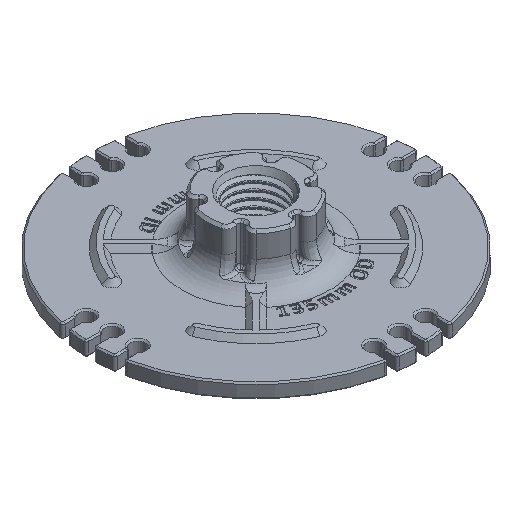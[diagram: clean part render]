
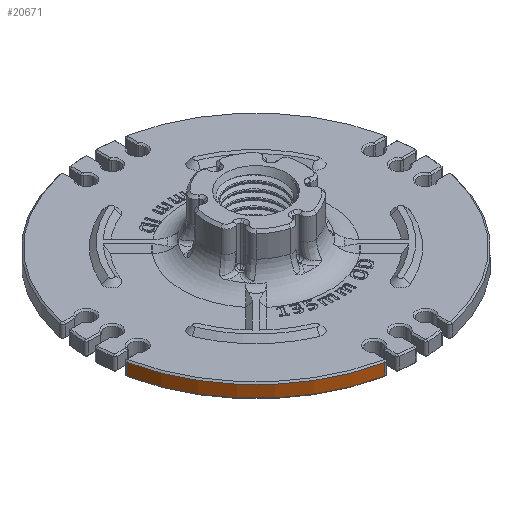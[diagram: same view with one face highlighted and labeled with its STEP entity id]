
A CAD part, isometric view. The second image highlights one B-rep face of the part: STEP entity #20671.
In plain terms, the highlighted cylindrical face has radius 67.5 mm (diameter 135 mm), a partial arc.
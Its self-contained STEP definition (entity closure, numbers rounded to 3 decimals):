
#1908=FACE_OUTER_BOUND('',#3103,.T.);
#3103=EDGE_LOOP('',(#18037,#18038,#18039,#18040));
#3645=CIRCLE('',#21424,67.5);
#3646=CIRCLE('',#21425,67.5);
#6350=LINE('',#41816,#7633);
#6388=LINE('',#42527,#7671);
#7633=VECTOR('',#23555,10.);
#7671=VECTOR('',#23663,10.);
#9664=VERTEX_POINT('',#41804);
#9665=VERTEX_POINT('',#41815);
#9696=VERTEX_POINT('',#42524);
#9697=VERTEX_POINT('',#42526);
#12486=EDGE_CURVE('',#9664,#9665,#6350,.T.);
#12563=EDGE_CURVE('',#9696,#9664,#3645,.T.);
#12564=EDGE_CURVE('',#9697,#9696,#6388,.T.);
#12565=EDGE_CURVE('',#9665,#9697,#3646,.T.);
#18037=ORIENTED_EDGE('',*,*,#12486,.F.);
#18038=ORIENTED_EDGE('',*,*,#12563,.F.);
#18039=ORIENTED_EDGE('',*,*,#12564,.F.);
#18040=ORIENTED_EDGE('',*,*,#12565,.F.);
#19769=CYLINDRICAL_SURFACE('',#21423,67.5);
#20671=ADVANCED_FACE('',(#1908),#19769,.T.);
#21423=AXIS2_PLACEMENT_3D('',#42523,#23659,#23660);
#21424=AXIS2_PLACEMENT_3D('',#42525,#23661,#23662);
#21425=AXIS2_PLACEMENT_3D('',#42528,#23664,#23665);
#23555=DIRECTION('',(0.,0.,1.));
#23659=DIRECTION('center_axis',(0.,0.,1.));
#23660=DIRECTION('ref_axis',(1.,0.,0.));
#23661=DIRECTION('center_axis',(0.,0.,-1.));
#23662=DIRECTION('ref_axis',(-1.,0.,0.));
#23663=DIRECTION('',(0.,0.,-1.));
#23664=DIRECTION('center_axis',(0.,0.,1.));
#23665=DIRECTION('ref_axis',(-1.,0.,0.));
#41804=CARTESIAN_POINT('',(-66.094,-13.708,0.6));
#41815=CARTESIAN_POINT('',(-66.094,-13.708,5.4));
#41816=CARTESIAN_POINT('',(-66.094,-13.708,0.));
#42523=CARTESIAN_POINT('Origin',(0.,-0.005,
0.));
#42524=CARTESIAN_POINT('',(-13.703,-66.099,0.6));
#42525=CARTESIAN_POINT('Origin',(0.,-0.005,
0.6));
#42526=CARTESIAN_POINT('',(-13.703,-66.099,5.4));
#42527=CARTESIAN_POINT('',(-13.703,-66.099,0.));
#42528=CARTESIAN_POINT('Origin',(0.,-0.005,
5.4));
